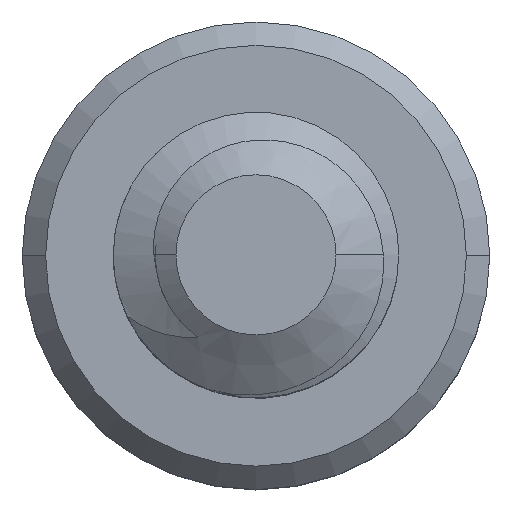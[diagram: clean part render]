
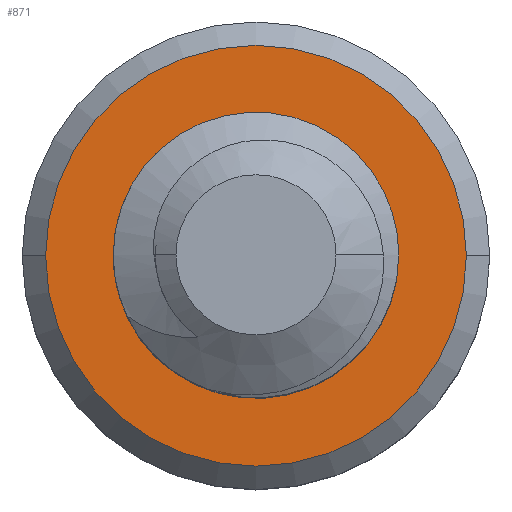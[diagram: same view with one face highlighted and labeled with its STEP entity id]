
A CAD part, top view. The second image highlights one B-rep face of the part: STEP entity #871.
In plain terms, the highlighted planar face has unit normal (0, 0, 1).
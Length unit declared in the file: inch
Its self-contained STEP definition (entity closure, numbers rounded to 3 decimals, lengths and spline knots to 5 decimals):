
#146 = AXIS2_PLACEMENT_3D ( 'NONE', #267, #266, #265 ) ;
#149 = CIRCLE ( 'NONE', #1178, 0.1017 ) ;
#210 = CARTESIAN_POINT ( 'NONE',  ( 0., -0.0487, -0.25 ) ) ;
#213 = ORIENTED_EDGE ( 'NONE', *, *, #2133, .T. ) ;
#218 = ORIENTED_EDGE ( 'NONE', *, *, #651, .F. ) ;
#220 = CIRCLE ( 'NONE', #2636, 0.0487 ) ;
#227 = ORIENTED_EDGE ( 'NONE', *, *, #1795, .T. ) ;
#242 = VERTEX_POINT ( 'NONE', #2321 ) ;
#265 = DIRECTION ( 'NONE',  ( -1., 0., 0. ) ) ;
#266 = DIRECTION ( 'NONE',  ( 0., 0., 1. ) ) ;
#267 = CARTESIAN_POINT ( 'NONE',  ( 0., 0., -0.25 ) ) ;
#268 = EDGE_LOOP ( 'NONE', ( #1402, #213 ) ) ;
#297 = ORIENTED_EDGE ( 'NONE', *, *, #2060, .T. ) ;
#307 = AXIS2_PLACEMENT_3D ( 'NONE', #2047, #1586, #1381 ) ;
#475 = AXIS2_PLACEMENT_3D ( 'NONE', #1727, #2524, #984 ) ;
#545 = CARTESIAN_POINT ( 'NONE',  ( 0., 0., -0.25 ) ) ;
#547 = CARTESIAN_POINT ( 'NONE',  ( -0.04834, 0.04923, -0.25 ) ) ;
#554 = CARTESIAN_POINT ( 'NONE',  ( -0.052, 0.0446, -0.25 ) ) ;
#558 = CARTESIAN_POINT ( 'NONE',  ( -0.05507, 0.03952, -0.25 ) ) ;
#563 = CARTESIAN_POINT ( 'NONE',  ( -0.05982, 0.02885, -0.25 ) ) ;
#568 = CARTESIAN_POINT ( 'NONE',  ( -0.06148, 0.02312, -0.25 ) ) ;
#572 = CARTESIAN_POINT ( 'NONE',  ( -0.06309, 0.01154, -0.25 ) ) ;
#574 = CARTESIAN_POINT ( 'NONE',  ( -0.06307, 0.00562, -0.25 ) ) ;
#576 = CARTESIAN_POINT ( 'NONE',  ( -0.06135, -0.00599, -0.25 ) ) ;
#580 = CARTESIAN_POINT ( 'NONE',  ( -0.05968, -0.0116, -0.25 ) ) ;
#583 = CARTESIAN_POINT ( 'NONE',  ( -0.05226, -0.02769, -0.25 ) ) ;
#584 = CARTESIAN_POINT ( 'NONE',  ( -0.04432, -0.03688, -0.25 ) ) ;
#594 = CARTESIAN_POINT ( 'NONE',  ( -0.02368, -0.04845, -0.25 ) ) ;
#610 = CARTESIAN_POINT ( 'NONE',  ( 0., -0.0487, -0.25 ) ) ;
#615 = CARTESIAN_POINT ( 'NONE',  ( -0.01169, -0.05058, -0.25 ) ) ;
#622 = PLANE ( 'NONE',  #307 ) ;
#627 = B_SPLINE_CURVE_WITH_KNOTS ( 'NONE', 3,
 ( #2143, #2272, #2105, #2039, #2055, #2024, #2014, #2004, #1947, #1942, #1970, #1967, #1689, #1931, #1794, #1765 ),
 .UNSPECIFIED., .F., .F.,
 ( 4, 2, 2, 2, 2, 2, 2, 4 ),
 ( 0., 0.00044, 0.00089, 0.00178, 0.00222, 0.00267, 0.00311, 0.00355 ),
 .UNSPECIFIED. ) ;
#651 = EDGE_CURVE ( 'NONE', #1128, #2563, #2118, .T. ) ;
#655 = CARTESIAN_POINT ( 'NONE',  ( -0.04834, 0.04923, -0.25 ) ) ;
#782 = VERTEX_POINT ( 'NONE', #1682 ) ;
#871 = ADVANCED_FACE ( 'NONE', ( #2002, #1963 ), #622, .F. ) ;
#892 = CIRCLE ( 'NONE', #146, 0.1017 ) ;
#906 = VERTEX_POINT ( 'NONE', #2644 ) ;
#932 = VERTEX_POINT ( 'NONE', #210 ) ;
#937 = DIRECTION ( 'NONE',  ( 0., 0., 1. ) ) ;
#984 = DIRECTION ( 'NONE',  ( 1., 0., 0. ) ) ;
#1128 = VERTEX_POINT ( 'NONE', #2666 ) ;
#1178 = AXIS2_PLACEMENT_3D ( 'NONE', #545, #937, #2017 ) ;
#1381 = DIRECTION ( 'NONE',  ( -1., 0., 0. ) ) ;
#1402 = ORIENTED_EDGE ( 'NONE', *, *, #1635, .T. ) ;
#1586 = DIRECTION ( 'NONE',  ( 0., 0., -1. ) ) ;
#1635 = EDGE_CURVE ( 'NONE', #242, #906, #892, .T. ) ;
#1682 = CARTESIAN_POINT ( 'NONE',  ( 0.03412, -0.03475, -0.25 ) ) ;
#1689 = CARTESIAN_POINT ( 'NONE',  ( 0.04983, -0.01748, -0.25 ) ) ;
#1727 = CARTESIAN_POINT ( 'NONE',  ( 0., 0., -0.25 ) ) ;
#1765 = CARTESIAN_POINT ( 'NONE',  ( 0.03412, -0.03475, -0.25 ) ) ;
#1794 = CARTESIAN_POINT ( 'NONE',  ( 0.03902, -0.03141, -0.25 ) ) ;
#1795 = EDGE_CURVE ( 'NONE', #1128, #782, #627, .T. ) ;
#1931 = CARTESIAN_POINT ( 'NONE',  ( 0.04312, -0.02719, -0.25 ) ) ;
#1932 = EDGE_LOOP ( 'NONE', ( #218, #227, #297, #2819 ) ) ;
#1942 = CARTESIAN_POINT ( 'NONE',  ( 0.05636, 0.00496, -0.25 ) ) ;
#1947 = CARTESIAN_POINT ( 'NONE',  ( 0.05592, 0.01675, -0.25 ) ) ;
#1963 = FACE_BOUND ( 'NONE', #1932, .T. ) ;
#1967 = CARTESIAN_POINT ( 'NONE',  ( 0.05234, -0.0122, -0.25 ) ) ;
#1970 = CARTESIAN_POINT ( 'NONE',  ( 0.05565, -0.00084, -0.25 ) ) ;
#2002 = FACE_OUTER_BOUND ( 'NONE', #268, .T. ) ;
#2004 = CARTESIAN_POINT ( 'NONE',  ( 0.05477, 0.0225, -0.25 ) ) ;
#2014 = CARTESIAN_POINT ( 'NONE',  ( 0.04868, 0.03892, -0.25 ) ) ;
#2017 = DIRECTION ( 'NONE',  ( -1., 0., 0. ) ) ;
#2024 = CARTESIAN_POINT ( 'NONE',  ( 0.04135, 0.04877, -0.25 ) ) ;
#2039 = CARTESIAN_POINT ( 'NONE',  ( 0.02239, 0.06248, -0.25 ) ) ;
#2047 = CARTESIAN_POINT ( 'NONE',  ( 0., 0., -0.25 ) ) ;
#2055 = CARTESIAN_POINT ( 'NONE',  ( 0.02753, 0.05951, -0.25 ) ) ;
#2060 = EDGE_CURVE ( 'NONE', #782, #932, #220, .T. ) ;
#2105 = CARTESIAN_POINT ( 'NONE',  ( 0.01153, 0.06689, -0.25 ) ) ;
#2118 = CIRCLE ( 'NONE', #475, 0.069 ) ;
#2133 = EDGE_CURVE ( 'NONE', #906, #242, #149, .T. ) ;
#2143 = CARTESIAN_POINT ( 'NONE',  ( 0., 0.069, -0.25 ) ) ;
#2272 = CARTESIAN_POINT ( 'NONE',  ( 0.00588, 0.06833, -0.25 ) ) ;
#2311 = DIRECTION ( 'NONE',  ( 1., 0., 0. ) ) ;
#2313 = DIRECTION ( 'NONE',  ( 0., 0., -1. ) ) ;
#2315 = CARTESIAN_POINT ( 'NONE',  ( 0., 0., -0.25 ) ) ;
#2321 = CARTESIAN_POINT ( 'NONE',  ( -0.1017, 0., -0.25 ) ) ;
#2455 = B_SPLINE_CURVE_WITH_KNOTS ( 'NONE', 3,
 ( #610, #615, #594, #584, #583, #580, #576, #574, #572, #568, #563, #558, #554, #547 ),
 .UNSPECIFIED., .F., .F.,
 ( 4, 2, 2, 2, 2, 2, 4 ),
 ( 0., 0.00089, 0.00178, 0.00222, 0.00267, 0.00311, 0.00356 ),
 .UNSPECIFIED. ) ;
#2524 = DIRECTION ( 'NONE',  ( 0., 0., 1. ) ) ;
#2563 = VERTEX_POINT ( 'NONE', #655 ) ;
#2609 = EDGE_CURVE ( 'NONE', #932, #2563, #2455, .T. ) ;
#2636 = AXIS2_PLACEMENT_3D ( 'NONE', #2315, #2313, #2311 ) ;
#2644 = CARTESIAN_POINT ( 'NONE',  ( 0.1017, 0., -0.25 ) ) ;
#2666 = CARTESIAN_POINT ( 'NONE',  ( 0., 0.069, -0.25 ) ) ;
#2819 = ORIENTED_EDGE ( 'NONE', *, *, #2609, .T. ) ;
